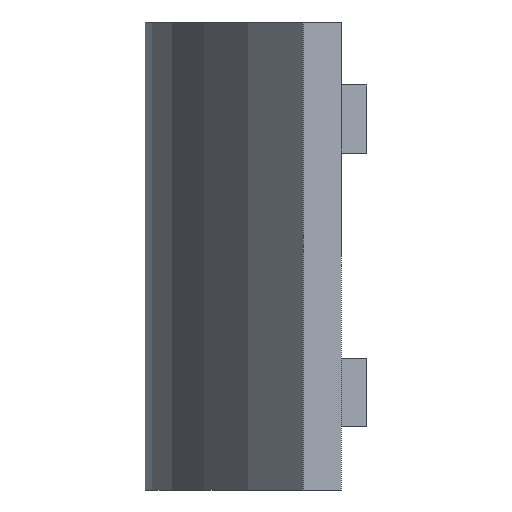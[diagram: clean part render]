
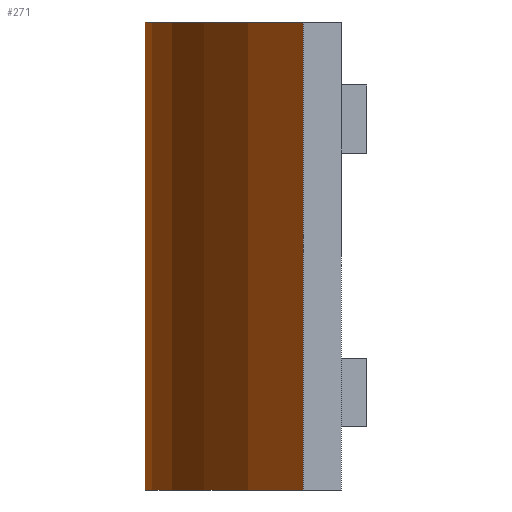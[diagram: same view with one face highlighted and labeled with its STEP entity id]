
A CAD part, left-side view. The second image highlights one B-rep face of the part: STEP entity #271.
In plain terms, the highlighted cylindrical face has radius 30 mm (diameter 60 mm), a partial arc.
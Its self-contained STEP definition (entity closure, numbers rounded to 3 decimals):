
#91 = EDGE_LOOP ( 'NONE', ( #318, #1023, #847, #1048 ) ) ;
#101 = DIRECTION ( 'NONE',  ( 0., 0., 1. ) ) ;
#114 = CARTESIAN_POINT ( 'NONE',  ( 30., 0., 26. ) ) ;
#229 = CIRCLE ( 'NONE', #400, 30. ) ;
#271 = ADVANCED_FACE ( 'NONE', ( #943 ), #565, .T. ) ;
#285 = VERTEX_POINT ( 'NONE', #812 ) ;
#288 = CIRCLE ( 'NONE', #616, 30. ) ;
#289 = DIRECTION ( 'NONE',  ( 1., 0., 0. ) ) ;
#311 = LINE ( 'NONE', #313, #633 ) ;
#313 = CARTESIAN_POINT ( 'NONE',  ( 0., 30., 26. ) ) ;
#318 = ORIENTED_EDGE ( 'NONE', *, *, #1025, .T. ) ;
#337 = EDGE_CURVE ( 'NONE', #1169, #431, #288, .T. ) ;
#400 = AXIS2_PLACEMENT_3D ( 'NONE', #662, #101, #289 ) ;
#414 = VECTOR ( 'NONE', #888, 1000. ) ;
#420 = AXIS2_PLACEMENT_3D ( 'NONE', #799, #976, #805 ) ;
#431 = VERTEX_POINT ( 'NONE', #519 ) ;
#435 = EDGE_CURVE ( 'NONE', #431, #285, #311, .T. ) ;
#447 = DIRECTION ( 'NONE',  ( 1., 0., 0. ) ) ;
#519 = CARTESIAN_POINT ( 'NONE',  ( 0., 30., 26. ) ) ;
#565 = CYLINDRICAL_SURFACE ( 'NONE', #420, 30. ) ;
#585 = CARTESIAN_POINT ( 'NONE',  ( 30., 0., 0. ) ) ;
#616 = AXIS2_PLACEMENT_3D ( 'NONE', #821, #731, #447 ) ;
#633 = VECTOR ( 'NONE', #967, 1000. ) ;
#662 = CARTESIAN_POINT ( 'NONE',  ( 0., 0., 0. ) ) ;
#719 = CARTESIAN_POINT ( 'NONE',  ( 30., 0., 26. ) ) ;
#731 = DIRECTION ( 'NONE',  ( 0., 0., 1. ) ) ;
#777 = EDGE_CURVE ( 'NONE', #1169, #1149, #904, .T. ) ;
#799 = CARTESIAN_POINT ( 'NONE',  ( 0., 0., 26. ) ) ;
#805 = DIRECTION ( 'NONE',  ( -1., 0., 0. ) ) ;
#812 = CARTESIAN_POINT ( 'NONE',  ( 0., 30., 0. ) ) ;
#821 = CARTESIAN_POINT ( 'NONE',  ( 0., 0., 26. ) ) ;
#847 = ORIENTED_EDGE ( 'NONE', *, *, #337, .F. ) ;
#888 = DIRECTION ( 'NONE',  ( 0., 0., -1. ) ) ;
#904 = LINE ( 'NONE', #719, #414 ) ;
#943 = FACE_OUTER_BOUND ( 'NONE', #91, .T. ) ;
#967 = DIRECTION ( 'NONE',  ( 0., 0., -1. ) ) ;
#976 = DIRECTION ( 'NONE',  ( 0., 0., -1. ) ) ;
#1023 = ORIENTED_EDGE ( 'NONE', *, *, #435, .F. ) ;
#1025 = EDGE_CURVE ( 'NONE', #1149, #285, #229, .T. ) ;
#1048 = ORIENTED_EDGE ( 'NONE', *, *, #777, .T. ) ;
#1149 = VERTEX_POINT ( 'NONE', #585 ) ;
#1169 = VERTEX_POINT ( 'NONE', #114 ) ;
